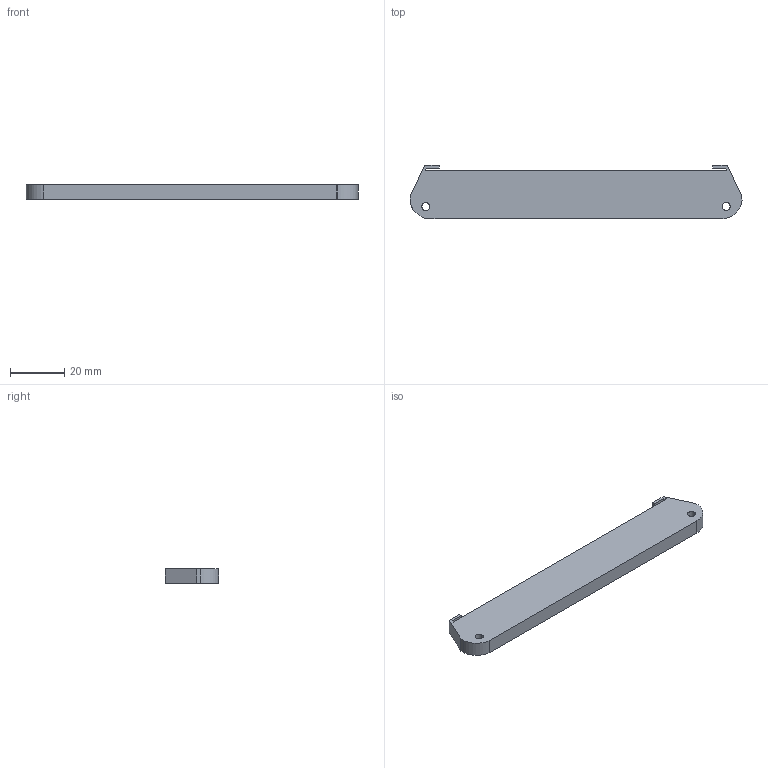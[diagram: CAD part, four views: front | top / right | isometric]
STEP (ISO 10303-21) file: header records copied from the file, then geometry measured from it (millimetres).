
FILE_DESCRIPTION (( 'STEP AP203' ), '1' );
FILE_NAME ('KART YUVASI SERISI - 108 MM PROFIL - KAPAK.STEP', '2018-11-02T13:03:28', ( 'user' ), ( '' ), 'SwSTEP 2.0', 'SolidWorks 2016', '' );
FILE_SCHEMA (( 'CONFIG_CONTROL_DESIGN' ));
Length unit declared in the file: millimetre
Products named in the file (1): KART YUVASI SERISI - 108 MM PROFIL - KAPAK
Bounding box: 122.79 x 19.75 x 5.5 mm (x, y, z)
Volume: 4075.7 mm3; surface area: 8123 mm2
Topology: 1 solids, 1 shells, 191 faces, 535 edges, 355 vertices
Faces by surface type: plane 123, cylinder 68
Entity records: 6238 total; most frequent: CARTESIAN_POINT 1082, ORIENTED_EDGE 1070, DIRECTION 1063, EDGE_CURVE 535, VECTOR 391, LINE 391, VERTEX_POINT 355, AXIS2_PLACEMENT_3D 336
